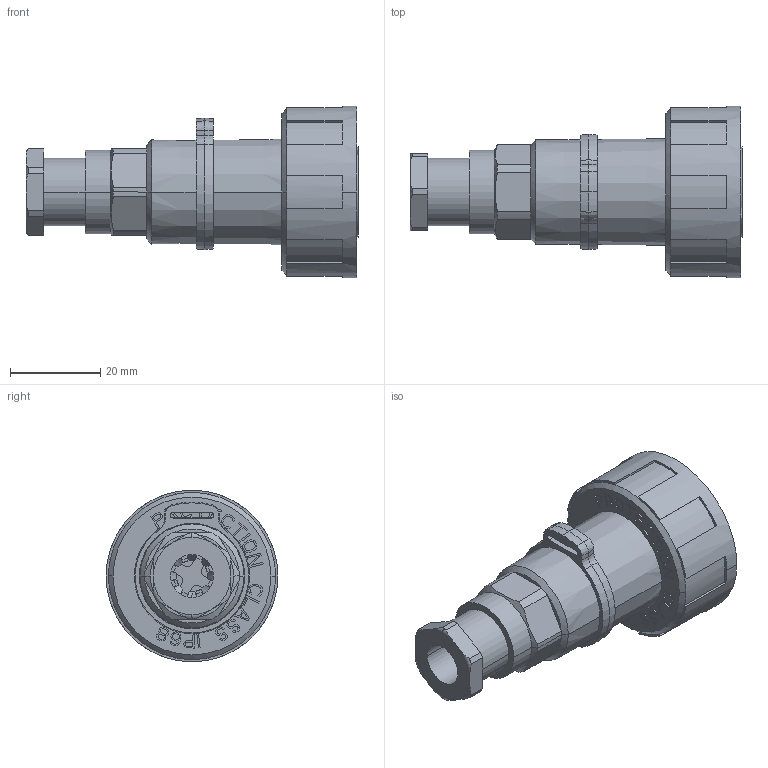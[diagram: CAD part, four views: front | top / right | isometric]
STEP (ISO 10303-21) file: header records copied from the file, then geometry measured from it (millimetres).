
FILE_DESCRIPTION(('STEP AP242'),'1');
FILE_NAME('px0748-p.stp','2023-05-11T17:23:52',('TraceParts'),('TraceParts S.A.'),'Spatial InterOp 3D',' ',' ');
FILE_SCHEMA(('AP242_MANAGED_MODEL_BASED_3D_ENGINEERING_MIM_LF {1 0 10303 442 1 1 4}'));
Length unit declared in the file: millimetre
Products named in the file (1): px0748-p_1
Bounding box: 73.5 x 37.97 x 37.97 mm (x, y, z)
Volume: 21600.6 mm3; surface area: 23682.4 mm2
Topology: 16 solids, 16 shells, 1703 faces, 4665 edges, 3042 vertices
Faces by surface type: plane 1285, cylinder 233, cone 96, bspline 65, sphere 16, torus 8
Entity records: 70505 total; most frequent: CARTESIAN_POINT 27837, ORIENTED_EDGE 9282, DIRECTION 8084, EDGE_CURVE 4641, LINE 3658, VECTOR 3658, VERTEX_POINT 3042, AXIS2_PLACEMENT_3D 2213
